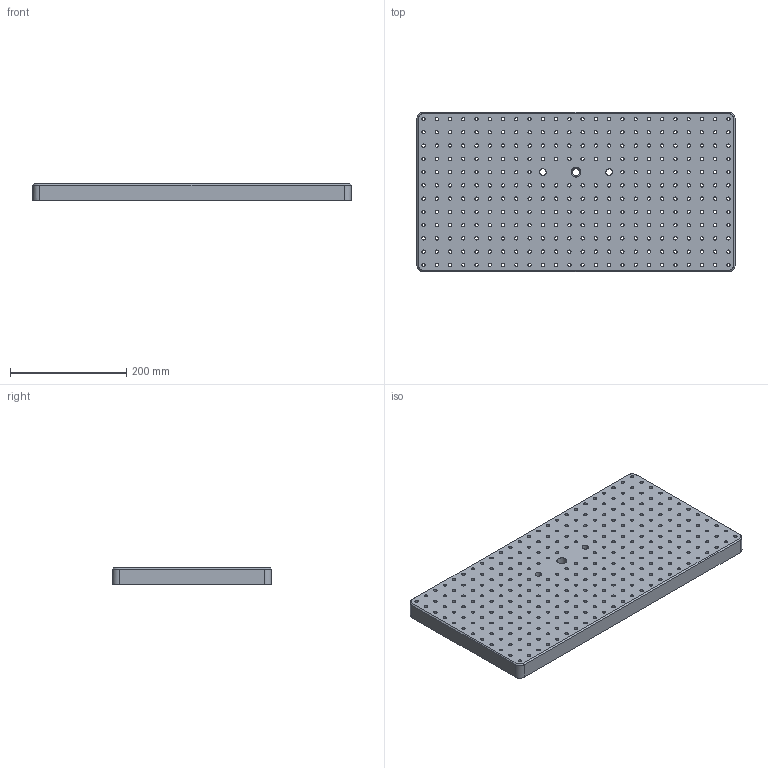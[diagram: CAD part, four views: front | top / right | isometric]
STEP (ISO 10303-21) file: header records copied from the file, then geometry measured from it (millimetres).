
FILE_DESCRIPTION(('FreeCAD Model'),'2;1');
FILE_NAME('Open CASCADE Shape Model','2025-04-17T12:21:41',('FreeCAD'),( 'FreeCAD'),'Open CASCADE STEP processor 7.6','FreeCAD','Unknown');
FILE_SCHEMA(('AUTOMOTIVE_DESIGN { 1 0 10303 214 1 1 1 1 }'));
Products named in the file (1): Open CASCADE STEP translator 7.6 1
Bounding box: 548.06 x 274.03 x 28.54 mm (x, y, z)
Surface area: 477196.7 mm2 (no closed solid volume)
Topology: 0 solids, 591 shells, 591 faces, 11704 edges, 11704 vertices
Faces by surface type: bspline 591
Entity records: 103496 total; most frequent: CARTESIAN_POINT 53717, ORIENTED_EDGE 11704, EDGE_CURVE 11704, VERTEX_POINT 11704, B_SPLINE_CURVE_WITH_KNOTS 10544, FACE_BOUND 1162, EDGE_LOOP 1162, SHELL_BASED_SURFACE_MODEL 591
